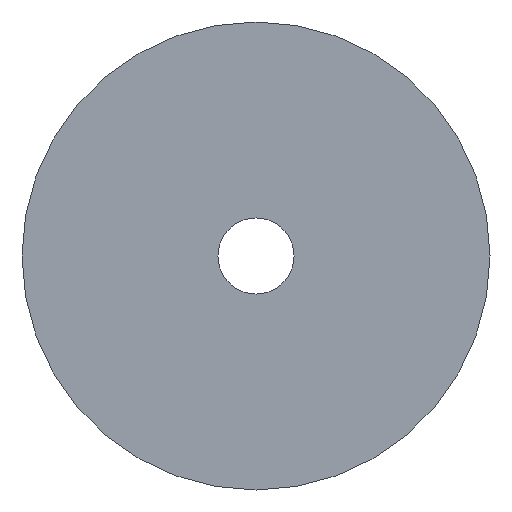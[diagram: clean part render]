
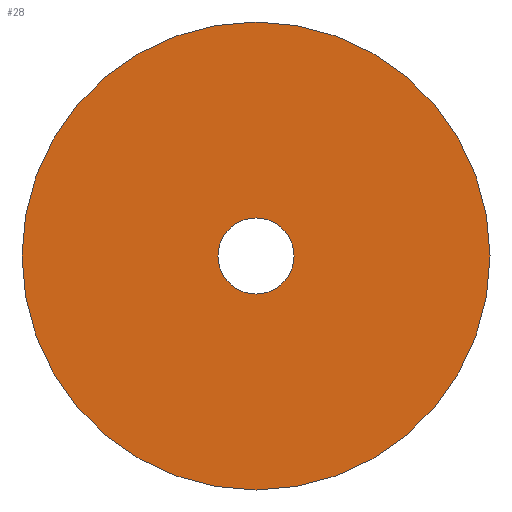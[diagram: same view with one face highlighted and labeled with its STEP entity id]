
A CAD part, front view. The second image highlights one B-rep face of the part: STEP entity #28.
In plain terms, the highlighted planar face has unit normal (0, -1, 0).
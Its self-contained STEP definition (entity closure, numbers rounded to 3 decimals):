
#4 = FACE_OUTER_BOUND ( 'NONE', #24, .T. ) ;
#11 = FACE_BOUND ( 'NONE', #25, .T. ) ;
#13 = AXIS2_PLACEMENT_3D ( 'NONE', #242, #243, #244 ) ;
#24 = EDGE_LOOP ( 'NONE', ( #212, #205 ) ) ;
#25 = EDGE_LOOP ( 'NONE', ( #219, #199 ) ) ;
#28 = ADVANCED_FACE ( 'NONE', ( #4, #11 ), #82, .F. ) ;
#37 = EDGE_CURVE ( 'NONE', #226, #225, #69, .T. ) ;
#39 = EDGE_CURVE ( 'NONE', #220, #222, #71, .T. ) ;
#56 = AXIS2_PLACEMENT_3D ( 'NONE', #189, #190, #191 ) ;
#58 = AXIS2_PLACEMENT_3D ( 'NONE', #183, #184, #185 ) ;
#63 = EDGE_CURVE ( 'NONE', #225, #226, #73, .T. ) ;
#65 = EDGE_CURVE ( 'NONE', #222, #220, #72, .T. ) ;
#69 = CIRCLE ( 'NONE', #58, 20. ) ;
#71 = CIRCLE ( 'NONE', #56, 3.25 ) ;
#72 = CIRCLE ( 'NONE', #173, 3.25 ) ;
#73 = CIRCLE ( 'NONE', #174, 20. ) ;
#82 = PLANE ( 'NONE',  #13 ) ;
#173 = AXIS2_PLACEMENT_3D ( 'NONE', #195, #229, #230 ) ;
#174 = AXIS2_PLACEMENT_3D ( 'NONE', #192, #193, #194 ) ;
#183 = CARTESIAN_POINT ( 'NONE',  ( 0., 0., 0. ) ) ;
#184 = DIRECTION ( 'NONE',  ( 0., 1., 0. ) ) ;
#185 = DIRECTION ( 'NONE',  ( 0., 0., 1. ) ) ;
#189 = CARTESIAN_POINT ( 'NONE',  ( 0., 0., 0. ) ) ;
#190 = DIRECTION ( 'NONE',  ( 0., 1., 0. ) ) ;
#191 = DIRECTION ( 'NONE',  ( 0., 0., 1. ) ) ;
#192 = CARTESIAN_POINT ( 'NONE',  ( 0., 0., 0. ) ) ;
#193 = DIRECTION ( 'NONE',  ( 0., 1., 0. ) ) ;
#194 = DIRECTION ( 'NONE',  ( 0., 0., 1. ) ) ;
#195 = CARTESIAN_POINT ( 'NONE',  ( 0., 0., 0. ) ) ;
#199 = ORIENTED_EDGE ( 'NONE', *, *, #39, .T. ) ;
#205 = ORIENTED_EDGE ( 'NONE', *, *, #63, .F. ) ;
#212 = ORIENTED_EDGE ( 'NONE', *, *, #37, .F. ) ;
#219 = ORIENTED_EDGE ( 'NONE', *, *, #65, .T. ) ;
#220 = VERTEX_POINT ( 'NONE', #234 ) ;
#222 = VERTEX_POINT ( 'NONE', #236 ) ;
#225 = VERTEX_POINT ( 'NONE', #239 ) ;
#226 = VERTEX_POINT ( 'NONE', #240 ) ;
#229 = DIRECTION ( 'NONE',  ( 0., 1., 0. ) ) ;
#230 = DIRECTION ( 'NONE',  ( 0., 0., 1. ) ) ;
#234 = CARTESIAN_POINT ( 'NONE',  ( 0., 0., 3.25 ) ) ;
#236 = CARTESIAN_POINT ( 'NONE',  ( 0., 0., -3.25 ) ) ;
#239 = CARTESIAN_POINT ( 'NONE',  ( 0., 0., 20. ) ) ;
#240 = CARTESIAN_POINT ( 'NONE',  ( 0., 0., -20. ) ) ;
#242 = CARTESIAN_POINT ( 'NONE',  ( 0., 0., 0. ) ) ;
#243 = DIRECTION ( 'NONE',  ( 0., 1., 0. ) ) ;
#244 = DIRECTION ( 'NONE',  ( 0., 0., 1. ) ) ;
